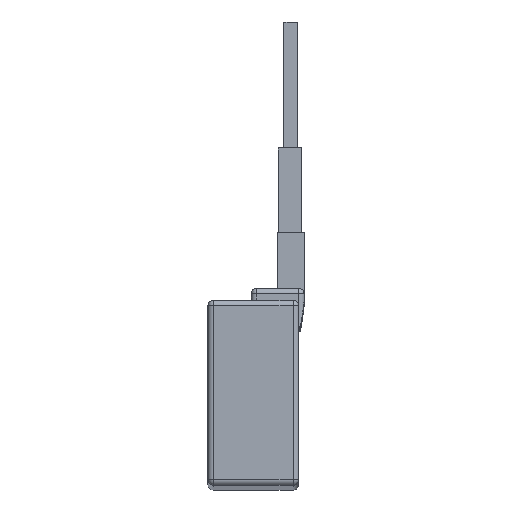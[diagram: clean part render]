
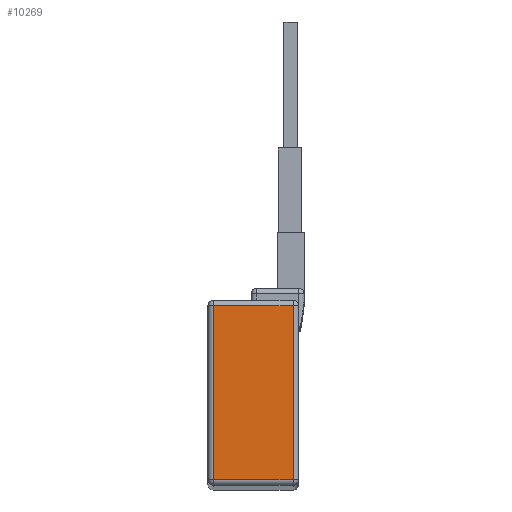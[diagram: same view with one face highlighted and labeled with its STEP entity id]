
A CAD part, top view. The second image highlights one B-rep face of the part: STEP entity #10269.
In plain terms, the highlighted planar face has unit normal (0, 0, 1).
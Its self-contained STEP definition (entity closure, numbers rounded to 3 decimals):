
#35=DIRECTION('',(0.,-1.,0.));
#36=VECTOR('',#35,32.9);
#37=CARTESIAN_POINT('',(7.55,16.45,0.));
#38=LINE('',#37,#36);
#43=DIRECTION('',(-1.,0.,0.));
#44=VECTOR('',#43,15.1);
#45=CARTESIAN_POINT('',(7.55,-16.45,0.));
#46=LINE('',#45,#44);
#50=DIRECTION('',(0.,1.,0.));
#51=VECTOR('',#50,32.9);
#52=CARTESIAN_POINT('',(-7.55,-16.45,0.));
#53=LINE('',#52,#51);
#57=DIRECTION('',(1.,0.,0.));
#58=VECTOR('',#57,15.1);
#59=CARTESIAN_POINT('',(-7.55,16.45,0.));
#60=LINE('',#59,#58);
#8877=CARTESIAN_POINT('',(7.55,16.45,0.));
#8878=CARTESIAN_POINT('',(7.55,-16.45,0.));
#8879=VERTEX_POINT('',#8877);
#8880=VERTEX_POINT('',#8878);
#8885=CARTESIAN_POINT('',(-7.55,-16.45,0.));
#8886=VERTEX_POINT('',#8885);
#8891=CARTESIAN_POINT('',(-7.55,16.45,0.));
#8892=VERTEX_POINT('',#8891);
#10254=CARTESIAN_POINT('',(0.,0.,0.));
#10255=DIRECTION('',(0.,0.,1.));
#10256=DIRECTION('',(1.,0.,0.));
#10257=AXIS2_PLACEMENT_3D('',#10254,#10255,#10256);
#10258=PLANE('',#10257);
#10260=ORIENTED_EDGE('',*,*,#10259,.T.);
#10262=ORIENTED_EDGE('',*,*,#10261,.T.);
#10264=ORIENTED_EDGE('',*,*,#10263,.T.);
#10266=ORIENTED_EDGE('',*,*,#10265,.T.);
#10267=EDGE_LOOP('',(#10260,#10262,#10264,#10266));
#10268=FACE_OUTER_BOUND('',#10267,.F.);
#10259=EDGE_CURVE('',#8879,#8880,#38,.T.);
#10261=EDGE_CURVE('',#8880,#8886,#46,.T.);
#10263=EDGE_CURVE('',#8886,#8892,#53,.T.);
#10265=EDGE_CURVE('',#8892,#8879,#60,.T.);
#10269=ADVANCED_FACE('',(#10268),#10258,.T.);
